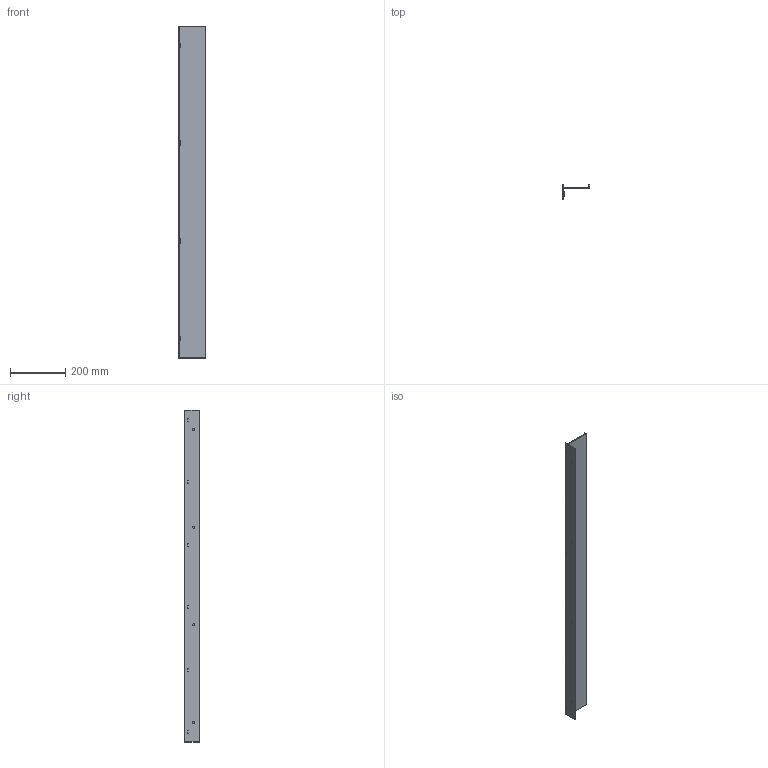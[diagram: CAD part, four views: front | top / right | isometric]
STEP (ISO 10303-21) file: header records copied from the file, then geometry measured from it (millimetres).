
FILE_DESCRIPTION(/* description */ ('Unknown'),/* implementation_level */ '2;1');
FILE_NAME(/* name */ 'GTA120-00',/* time_stamp */ '2026-03-16T12:33:24+01:00',/* author */ ('Unknown'),/* organization */ ('Unknown'),/* preprocessor_version */ 'ST-DEVELOPER v20',/* originating_system */ 'Solid Edge',/* authorisation */ 'Unknown');
FILE_SCHEMA (('AUTOMOTIVE_DESIGN {1 0 10303 214 3 1 1}'));
Length unit declared in the file: millimetre
Products named in the file (4): hotbath mensola 120; mensola 120 cm; kit_oa_0; coprivite
Assembly tree (6 placements, depth 3):
  hotbath mensola 120
    mensola 120 cm
    kit_oa_0
      coprivite  x4
Bounding box: 99 x 52 x 1200 mm (x, y, z)
Volume: 566644.7 mm3; surface area: 387959.7 mm2
Topology: 5 solids, 5 shells, 183 faces, 507 edges, 296 vertices
Faces by surface type: plane 88, cylinder 61, sphere 12, torus 10, bspline 8, cone 4
Full cylindrical faces by diameter (mm): 8 x4, 8.917 x4, 16 x4
Entity records: 5963 total; most frequent: CARTESIAN_POINT 2095, ORIENTED_EDGE 798, DIRECTION 785, EDGE_CURVE 399, LINE 289, VECTOR 289, AXIS2_PLACEMENT_3D 248, VERTEX_POINT 242
